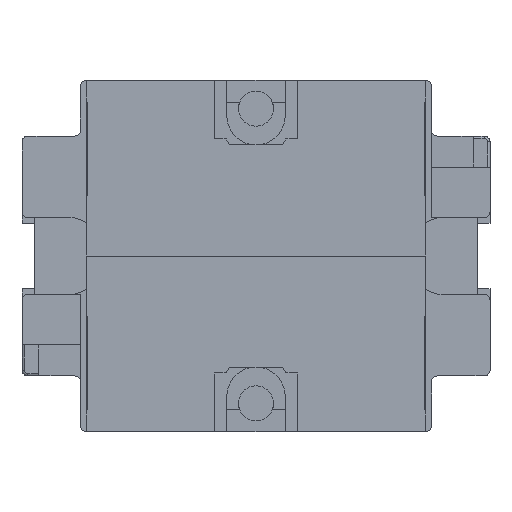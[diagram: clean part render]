
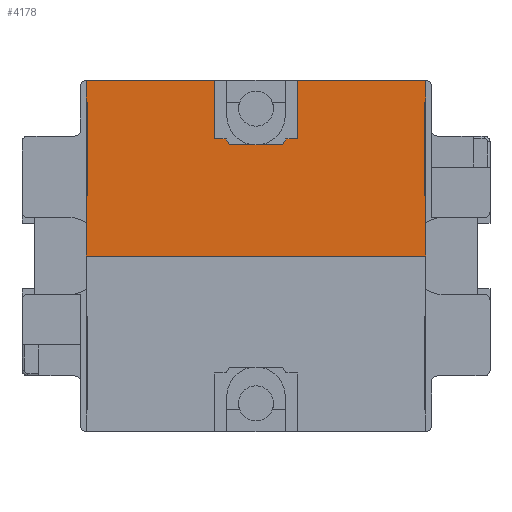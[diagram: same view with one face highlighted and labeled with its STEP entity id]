
A CAD part, front view. The second image highlights one B-rep face of the part: STEP entity #4178.
In plain terms, the highlighted planar face has unit normal (0, -1, 0).
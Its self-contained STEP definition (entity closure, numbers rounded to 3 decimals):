
#2403=DIRECTION('',(1.,0.,0.));
#2404=VECTOR('',#2403,29.);
#2405=CARTESIAN_POINT('',(-14.5,-11.85,0.));
#2406=LINE('',#2405,#2404);
#2435=DIRECTION('',(1.,0.,0.));
#2436=VECTOR('',#2435,0.076);
#2437=CARTESIAN_POINT('',(-14.5,-11.85,5.15));
#2438=LINE('',#2437,#2436);
#2443=DIRECTION('',(1.,0.,0.));
#2444=VECTOR('',#2443,0.076);
#2445=CARTESIAN_POINT('',(14.424,-11.85,5.15));
#2446=LINE('',#2445,#2444);
#2455=DIRECTION('',(0.,0.,1.));
#2456=VECTOR('',#2455,5.15);
#2457=CARTESIAN_POINT('',(-14.5,-11.85,0.));
#2458=LINE('',#2457,#2456);
#2475=DIRECTION('',(0.,0.,1.));
#2476=VECTOR('',#2475,1.85);
#2477=CARTESIAN_POINT('',(-14.5,-11.85,13.15));
#2478=LINE('',#2477,#2476);
#2656=DIRECTION('',(1.,0.,0.));
#2657=VECTOR('',#2656,10.95);
#2658=CARTESIAN_POINT('',(-14.5,-11.85,15.));
#2659=LINE('',#2658,#2657);
#2716=DIRECTION('',(1.,0.,0.));
#2717=VECTOR('',#2716,10.95);
#2718=CARTESIAN_POINT('',(3.55,-11.85,15.));
#2719=LINE('',#2718,#2717);
#3201=DIRECTION('',(1.,0.,0.));
#3202=VECTOR('',#3201,0.076);
#3203=CARTESIAN_POINT('',(-14.5,-11.85,13.15));
#3204=LINE('',#3203,#3202);
#3213=DIRECTION('',(0.,0.,-1.));
#3214=VECTOR('',#3213,8.);
#3215=CARTESIAN_POINT('',(-14.424,-11.85,13.15));
#3216=LINE('',#3215,#3214);
#3244=DIRECTION('',(0.,0.,-1.));
#3245=VECTOR('',#3244,8.);
#3246=CARTESIAN_POINT('',(14.424,-11.85,13.15));
#3247=LINE('',#3246,#3245);
#3248=DIRECTION('',(1.,0.,0.));
#3249=VECTOR('',#3248,0.076);
#3250=CARTESIAN_POINT('',(14.424,-11.85,13.15));
#3251=LINE('',#3250,#3249);
#3260=DIRECTION('',(0.,0.,1.));
#3261=VECTOR('',#3260,5.15);
#3262=CARTESIAN_POINT('',(14.5,-11.85,0.));
#3263=LINE('',#3262,#3261);
#3272=DIRECTION('',(0.,0.,1.));
#3273=VECTOR('',#3272,1.85);
#3274=CARTESIAN_POINT('',(14.5,-11.85,13.15));
#3275=LINE('',#3274,#3273);
#3579=DIRECTION('',(0.,0.,1.));
#3580=VECTOR('',#3579,5.);
#3581=CARTESIAN_POINT('',(3.55,-11.85,10.));
#3582=LINE('',#3581,#3580);
#3587=DIRECTION('',(1.,0.,0.));
#3588=VECTOR('',#3587,1.);
#3589=CARTESIAN_POINT('',(2.55,-11.85,10.));
#3590=LINE('',#3589,#3588);
#3595=DIRECTION('',(0.514,0.,0.857));
#3596=VECTOR('',#3595,0.583);
#3597=CARTESIAN_POINT('',(2.25,-11.85,9.5));
#3598=LINE('',#3597,#3596);
#3603=DIRECTION('',(1.,0.,0.));
#3604=VECTOR('',#3603,4.5);
#3605=CARTESIAN_POINT('',(-2.25,-11.85,9.5));
#3606=LINE('',#3605,#3604);
#3611=DIRECTION('',(0.514,0.,-0.857));
#3612=VECTOR('',#3611,0.583);
#3613=CARTESIAN_POINT('',(-2.55,-11.85,10.));
#3614=LINE('',#3613,#3612);
#3619=DIRECTION('',(1.,0.,0.));
#3620=VECTOR('',#3619,1.);
#3621=CARTESIAN_POINT('',(-3.55,-11.85,10.));
#3622=LINE('',#3621,#3620);
#3627=DIRECTION('',(0.,0.,-1.));
#3628=VECTOR('',#3627,5.);
#3629=CARTESIAN_POINT('',(-3.55,-11.85,15.));
#3630=LINE('',#3629,#3628);
#4064=CARTESIAN_POINT('',(-14.5,-11.85,0.));
#4065=CARTESIAN_POINT('',(14.5,-11.85,0.));
#4066=VERTEX_POINT('',#4064);
#4067=VERTEX_POINT('',#4065);
#4068=CARTESIAN_POINT('',(-14.5,-11.85,15.));
#4069=CARTESIAN_POINT('',(-3.55,-11.85,15.));
#4070=VERTEX_POINT('',#4068);
#4071=VERTEX_POINT('',#4069);
#4072=CARTESIAN_POINT('',(3.55,-11.85,15.));
#4073=CARTESIAN_POINT('',(14.5,-11.85,15.));
#4074=VERTEX_POINT('',#4072);
#4075=VERTEX_POINT('',#4073);
#4076=CARTESIAN_POINT('',(14.424,-11.85,13.15));
#4077=CARTESIAN_POINT('',(14.5,-11.85,13.15));
#4078=VERTEX_POINT('',#4076);
#4079=VERTEX_POINT('',#4077);
#4080=CARTESIAN_POINT('',(-14.5,-11.85,13.15));
#4081=CARTESIAN_POINT('',(-14.424,-11.85,13.15));
#4082=VERTEX_POINT('',#4080);
#4083=VERTEX_POINT('',#4081);
#4084=CARTESIAN_POINT('',(14.424,-11.85,5.15));
#4085=VERTEX_POINT('',#4084);
#4086=CARTESIAN_POINT('',(14.5,-11.85,5.15));
#4087=VERTEX_POINT('',#4086);
#4088=CARTESIAN_POINT('',(-14.5,-11.85,5.15));
#4089=VERTEX_POINT('',#4088);
#4090=CARTESIAN_POINT('',(-14.424,-11.85,5.15));
#4091=VERTEX_POINT('',#4090);
#4092=CARTESIAN_POINT('',(3.55,-11.85,10.));
#4093=VERTEX_POINT('',#4092);
#4094=CARTESIAN_POINT('',(2.55,-11.85,10.));
#4095=VERTEX_POINT('',#4094);
#4096=CARTESIAN_POINT('',(2.25,-11.85,9.5));
#4097=VERTEX_POINT('',#4096);
#4098=CARTESIAN_POINT('',(-2.25,-11.85,9.5));
#4099=VERTEX_POINT('',#4098);
#4100=CARTESIAN_POINT('',(-2.55,-11.85,10.));
#4101=VERTEX_POINT('',#4100);
#4102=CARTESIAN_POINT('',(-3.55,-11.85,10.));
#4103=VERTEX_POINT('',#4102);
#4132=CARTESIAN_POINT('',(0.,-11.85,0.));
#4133=DIRECTION('',(0.,-1.,0.));
#4134=DIRECTION('',(1.,0.,0.));
#4135=AXIS2_PLACEMENT_3D('',#4132,#4133,#4134);
#4136=PLANE('',#4135);
#4138=ORIENTED_EDGE('',*,*,#4137,.T.);
#4140=ORIENTED_EDGE('',*,*,#4139,.F.);
#4142=ORIENTED_EDGE('',*,*,#4141,.F.);
#4144=ORIENTED_EDGE('',*,*,#4143,.T.);
#4146=ORIENTED_EDGE('',*,*,#4145,.T.);
#4148=ORIENTED_EDGE('',*,*,#4147,.T.);
#4150=ORIENTED_EDGE('',*,*,#4149,.T.);
#4152=ORIENTED_EDGE('',*,*,#4151,.T.);
#4154=ORIENTED_EDGE('',*,*,#4153,.T.);
#4156=ORIENTED_EDGE('',*,*,#4155,.T.);
#4158=ORIENTED_EDGE('',*,*,#4157,.T.);
#4160=ORIENTED_EDGE('',*,*,#4159,.T.);
#4162=ORIENTED_EDGE('',*,*,#4161,.T.);
#4164=ORIENTED_EDGE('',*,*,#4163,.F.);
#4166=ORIENTED_EDGE('',*,*,#4165,.F.);
#4168=ORIENTED_EDGE('',*,*,#4167,.T.);
#4170=ORIENTED_EDGE('',*,*,#4169,.T.);
#4172=ORIENTED_EDGE('',*,*,#4171,.F.);
#4173=ORIENTED_EDGE('',*,*,#4109,.F.);
#4175=ORIENTED_EDGE('',*,*,#4174,.T.);
#4176=EDGE_LOOP('',(#4138,#4140,#4142,#4144,#4146,#4148,#4150,#4152,#4154,#4156,
#4158,#4160,#4162,#4164,#4166,#4168,#4170,#4172,#4173,#4175));
#4177=FACE_OUTER_BOUND('',#4176,.F.);
#4178=ADVANCED_FACE('',(#4177),#4136,.T.);
#4109=EDGE_CURVE('',#4066,#4067,#2406,.T.);
#4137=EDGE_CURVE('',#4089,#4091,#2438,.T.);
#4139=EDGE_CURVE('',#4083,#4091,#3216,.T.);
#4141=EDGE_CURVE('',#4082,#4083,#3204,.T.);
#4143=EDGE_CURVE('',#4082,#4070,#2478,.T.);
#4145=EDGE_CURVE('',#4070,#4071,#2659,.T.);
#4147=EDGE_CURVE('',#4071,#4103,#3630,.T.);
#4149=EDGE_CURVE('',#4103,#4101,#3622,.T.);
#4151=EDGE_CURVE('',#4101,#4099,#3614,.T.);
#4153=EDGE_CURVE('',#4099,#4097,#3606,.T.);
#4155=EDGE_CURVE('',#4097,#4095,#3598,.T.);
#4157=EDGE_CURVE('',#4095,#4093,#3590,.T.);
#4159=EDGE_CURVE('',#4093,#4074,#3582,.T.);
#4161=EDGE_CURVE('',#4074,#4075,#2719,.T.);
#4163=EDGE_CURVE('',#4079,#4075,#3275,.T.);
#4165=EDGE_CURVE('',#4078,#4079,#3251,.T.);
#4167=EDGE_CURVE('',#4078,#4085,#3247,.T.);
#4169=EDGE_CURVE('',#4085,#4087,#2446,.T.);
#4171=EDGE_CURVE('',#4067,#4087,#3263,.T.);
#4174=EDGE_CURVE('',#4066,#4089,#2458,.T.);
